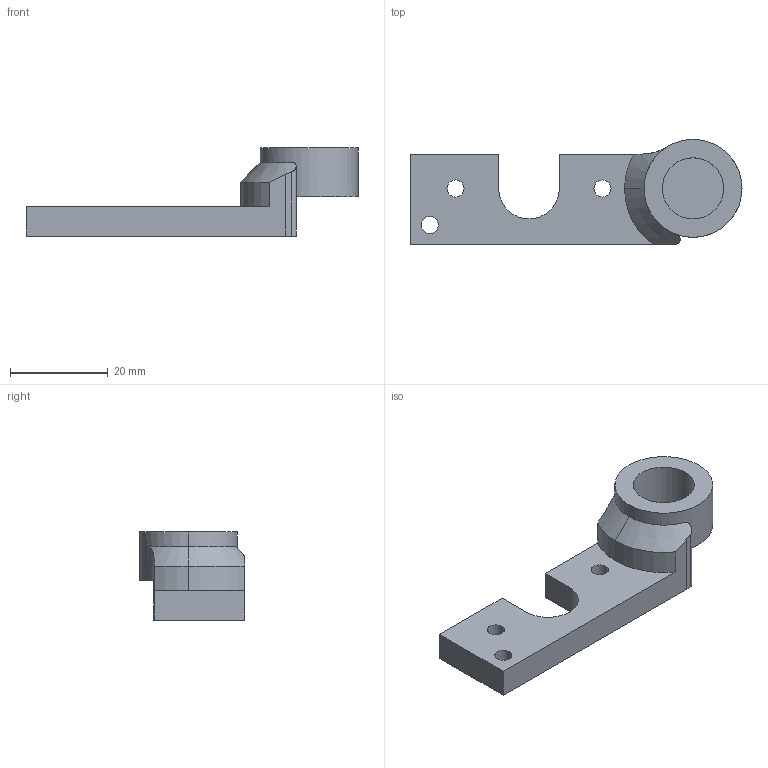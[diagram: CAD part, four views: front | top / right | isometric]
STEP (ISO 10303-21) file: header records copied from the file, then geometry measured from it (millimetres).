
FILE_DESCRIPTION (( 'STEP AP203' ), '1' );
FILE_NAME ('12mm Capacitive Sensor HotEnd.STEP', '2017-02-06T12:40:00', ( '' ), ( '' ), 'SwSTEP 2.0', 'SolidWorks 2016', '' );
FILE_SCHEMA (( 'CONFIG_CONTROL_DESIGN' ));
Length unit declared in the file: millimetre
Products named in the file (1): 12mm Capacitive Sensor HotEnd
Bounding box: 67.8 x 21.45 x 18 mm (x, y, z)
Volume: 7022.1 mm3; surface area: 4435.8 mm2
Topology: 1 solids, 1 shells, 34 faces, 90 edges, 59 vertices
Faces by surface type: cylinder 21, plane 11, cone 2
Entity records: 1186 total; most frequent: CARTESIAN_POINT 222, DIRECTION 195, ORIENTED_EDGE 180, EDGE_CURVE 90, AXIS2_PLACEMENT_3D 76, VERTEX_POINT 59, LINE 43, VECTOR 43
